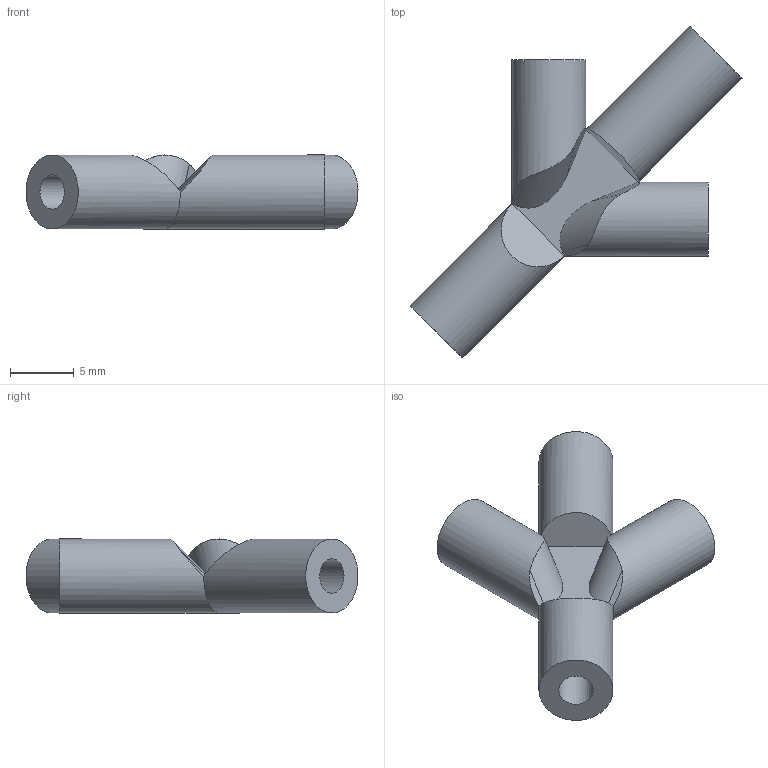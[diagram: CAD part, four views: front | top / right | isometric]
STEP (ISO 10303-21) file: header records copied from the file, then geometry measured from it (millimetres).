
FILE_DESCRIPTION((''),'2;1');
FILE_NAME('filename', '',(''),(''),'','','');
FILE_SCHEMA(('AUTOMOTIVE_DESIGN { 1 0 10303 214 1 1 1 1 }'));
Length unit declared in the file: millimetre
Products named in the file (1): Foot4_Shorter
Bounding box: 26.02 x 26.02 x 5.8 mm (x, y, z)
Volume: 1004.7 mm3; surface area: 1218 mm2
Topology: 1 solids, 1 shells, 27 faces, 50 edges, 29 vertices
Faces by surface type: plane 17, cylinder 10
Full cylindrical faces by diameter (mm): 2.7 x4, 5.8 x4
Entity records: 663 total; most frequent: CARTESIAN_POINT 121, DIRECTION 120, ORIENTED_EDGE 80, AXIS2_PLACEMENT_3D 54, EDGE_CURVE 40, EDGE_LOOP 39, VERTEX_POINT 27, FACE_OUTER_BOUND 27
